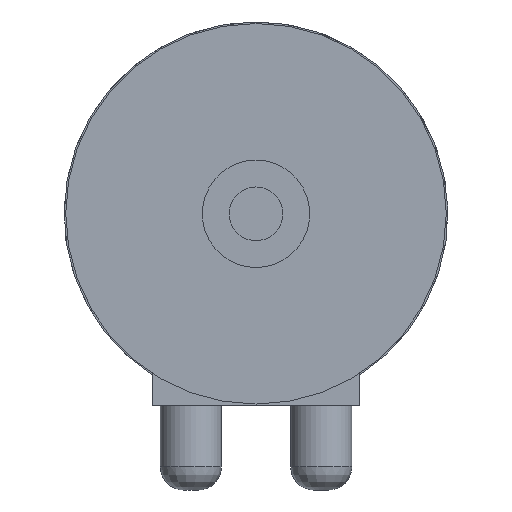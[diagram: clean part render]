
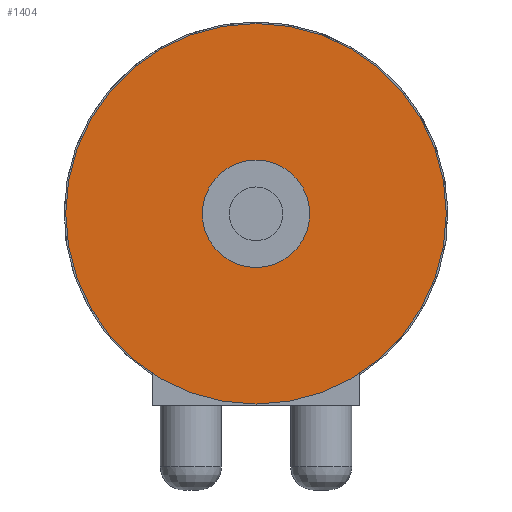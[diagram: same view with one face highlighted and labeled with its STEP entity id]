
A CAD part, left-side view. The second image highlights one B-rep face of the part: STEP entity #1404.
In plain terms, the highlighted face is planar.
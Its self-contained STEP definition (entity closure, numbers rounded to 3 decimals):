
#1376 = VERTEX_POINT('',#1377);
#1377 = CARTESIAN_POINT('',(2.48,0.,0.4));
#1393 = EDGE_CURVE('',#1376,#1376,#1394,.T.);
#1394 = CIRCLE('',#1395,2.48);
#1395 = AXIS2_PLACEMENT_3D('',#1396,#1397,#1398);
#1396 = CARTESIAN_POINT('',(0.,0.,0.4));
#1397 = DIRECTION('',(0.,0.,1.));
#1398 = DIRECTION('',(1.,0.,0.));
#1404 = ADVANCED_FACE('',(#1405,#1408),#1419,.F.);
#1405 = FACE_BOUND('',#1406,.F.);
#1406 = EDGE_LOOP('',(#1407));
#1407 = ORIENTED_EDGE('',*,*,#1393,.T.);
#1408 = FACE_BOUND('',#1409,.F.);
#1409 = EDGE_LOOP('',(#1410));
#1410 = ORIENTED_EDGE('',*,*,#1411,.T.);
#1411 = EDGE_CURVE('',#1412,#1412,#1414,.T.);
#1412 = VERTEX_POINT('',#1413);
#1413 = CARTESIAN_POINT('',(0.61,-0.,0.4));
#1414 = CIRCLE('',#1415,0.61);
#1415 = AXIS2_PLACEMENT_3D('',#1416,#1417,#1418);
#1416 = CARTESIAN_POINT('',(0.,0.,0.4));
#1417 = DIRECTION('',(0.,0.,-1.));
#1418 = DIRECTION('',(1.,0.,0.));
#1419 = PLANE('',#1420);
#1420 = AXIS2_PLACEMENT_3D('',#1421,#1422,#1423);
#1421 = CARTESIAN_POINT('',(0.,0.,0.4));
#1422 = DIRECTION('',(0.,0.,1.));
#1423 = DIRECTION('',(1.,0.,0.));
